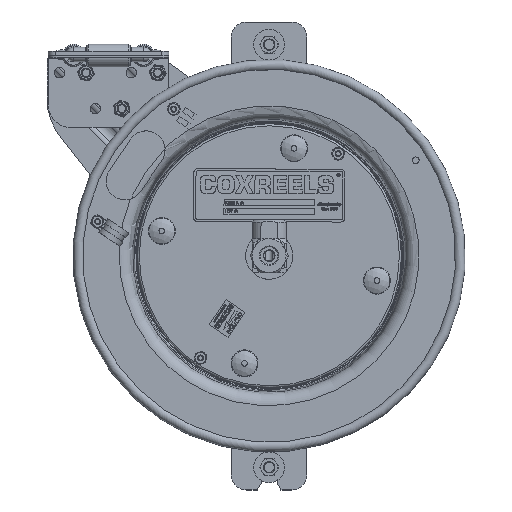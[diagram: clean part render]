
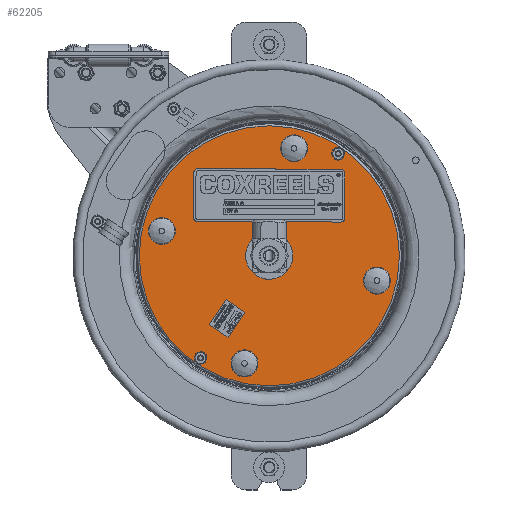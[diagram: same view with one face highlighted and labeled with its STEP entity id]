
A CAD part, top view. The second image highlights one B-rep face of the part: STEP entity #62205.
In plain terms, the highlighted planar face has unit normal (0, 0, 1).
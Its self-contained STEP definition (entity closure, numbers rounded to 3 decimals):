
#3281=FACE_BOUND('',#7623,.T.);
#3282=FACE_BOUND('',#7624,.T.);
#3283=FACE_BOUND('',#7625,.T.);
#3284=FACE_BOUND('',#7626,.T.);
#3285=FACE_BOUND('',#7627,.T.);
#3286=FACE_BOUND('',#7628,.T.);
#3287=FACE_BOUND('',#7629,.T.);
#3725=PLANE('',#65090);
#5140=FACE_OUTER_BOUND('',#7622,.T.);
#7622=EDGE_LOOP('',(#43918,#43919));
#7623=EDGE_LOOP('',(#43920));
#7624=EDGE_LOOP('',(#43921,#43922));
#7625=EDGE_LOOP('',(#43923,#43924));
#7626=EDGE_LOOP('',(#43925,#43926));
#7627=EDGE_LOOP('',(#43927,#43928));
#7628=EDGE_LOOP('',(#43929));
#7629=EDGE_LOOP('',(#43930));
#23069=CIRCLE('',#65078,0.447);
#23071=CIRCLE('',#65080,0.447);
#23075=CIRCLE('',#65087,0.447);
#23077=CIRCLE('',#65089,0.447);
#23078=CIRCLE('',#65091,4.308);
#23079=CIRCLE('',#65092,4.308);
#23080=CIRCLE('',#65093,0.656);
#23081=CIRCLE('',#65094,0.447);
#23082=CIRCLE('',#65095,0.447);
#23083=CIRCLE('',#65096,0.447);
#23084=CIRCLE('',#65097,0.447);
#23085=CIRCLE('',#65098,0.11);
#23086=CIRCLE('',#65099,0.11);
#24950=VERTEX_POINT('',#83326);
#24951=VERTEX_POINT('',#83327);
#24955=VERTEX_POINT('',#83340);
#24956=VERTEX_POINT('',#83341);
#24957=VERTEX_POINT('',#83346);
#24958=VERTEX_POINT('',#83347);
#24959=VERTEX_POINT('',#83350);
#24960=VERTEX_POINT('',#83352);
#24961=VERTEX_POINT('',#83353);
#24962=VERTEX_POINT('',#83356);
#24963=VERTEX_POINT('',#83357);
#24964=VERTEX_POINT('',#83360);
#24965=VERTEX_POINT('',#83362);
#33054=EDGE_CURVE('',#24950,#24951,#23069,.T.);
#33056=EDGE_CURVE('',#24951,#24950,#23071,.T.);
#33060=EDGE_CURVE('',#24955,#24956,#23075,.T.);
#33062=EDGE_CURVE('',#24956,#24955,#23077,.T.);
#33063=EDGE_CURVE('',#24957,#24958,#23078,.T.);
#33064=EDGE_CURVE('',#24958,#24957,#23079,.T.);
#33065=EDGE_CURVE('',#24959,#24959,#23080,.T.);
#33066=EDGE_CURVE('',#24960,#24961,#23081,.T.);
#33067=EDGE_CURVE('',#24961,#24960,#23082,.T.);
#33068=EDGE_CURVE('',#24962,#24963,#23083,.T.);
#33069=EDGE_CURVE('',#24963,#24962,#23084,.T.);
#33070=EDGE_CURVE('',#24964,#24964,#23085,.T.);
#33071=EDGE_CURVE('',#24965,#24965,#23086,.T.);
#43918=ORIENTED_EDGE('',*,*,#33063,.F.);
#43919=ORIENTED_EDGE('',*,*,#33064,.F.);
#43920=ORIENTED_EDGE('',*,*,#33065,.T.);
#43921=ORIENTED_EDGE('',*,*,#33060,.F.);
#43922=ORIENTED_EDGE('',*,*,#33062,.F.);
#43923=ORIENTED_EDGE('',*,*,#33066,.F.);
#43924=ORIENTED_EDGE('',*,*,#33067,.F.);
#43925=ORIENTED_EDGE('',*,*,#33054,.F.);
#43926=ORIENTED_EDGE('',*,*,#33056,.F.);
#43927=ORIENTED_EDGE('',*,*,#33068,.F.);
#43928=ORIENTED_EDGE('',*,*,#33069,.F.);
#43929=ORIENTED_EDGE('',*,*,#33070,.T.);
#43930=ORIENTED_EDGE('',*,*,#33071,.T.);
#62205=ADVANCED_FACE('',(#5140,#3281,#3282,#3283,#3284,#3285,#3286,#3287),
#3725,.T.);
#65078=AXIS2_PLACEMENT_3D('',#83328,#69200,#69201);
#65080=AXIS2_PLACEMENT_3D('',#83330,#69204,#69205);
#65087=AXIS2_PLACEMENT_3D('',#83342,#69218,#69219);
#65089=AXIS2_PLACEMENT_3D('',#83344,#69222,#69223);
#65090=AXIS2_PLACEMENT_3D('',#83345,#69224,#69225);
#65091=AXIS2_PLACEMENT_3D('',#83348,#69226,#69227);
#65092=AXIS2_PLACEMENT_3D('',#83349,#69228,#69229);
#65093=AXIS2_PLACEMENT_3D('',#83351,#69230,#69231);
#65094=AXIS2_PLACEMENT_3D('',#83354,#69232,#69233);
#65095=AXIS2_PLACEMENT_3D('',#83355,#69234,#69235);
#65096=AXIS2_PLACEMENT_3D('',#83358,#69236,#69237);
#65097=AXIS2_PLACEMENT_3D('',#83359,#69238,#69239);
#65098=AXIS2_PLACEMENT_3D('',#83361,#69240,#69241);
#65099=AXIS2_PLACEMENT_3D('',#83363,#69242,#69243);
#69200=DIRECTION('center_axis',(0.,0.,
1.));
#69201=DIRECTION('ref_axis',(0.94,-0.342,0.));
#69204=DIRECTION('center_axis',(0.,0.,
1.));
#69205=DIRECTION('ref_axis',(0.94,-0.342,0.));
#69218=DIRECTION('center_axis',(0.,0.,
1.));
#69219=DIRECTION('ref_axis',(0.94,-0.342,0.));
#69222=DIRECTION('center_axis',(0.,0.,
1.));
#69223=DIRECTION('ref_axis',(0.94,-0.342,0.));
#69224=DIRECTION('center_axis',(0.,0.,
1.));
#69225=DIRECTION('ref_axis',(-0.342,-0.94,0.));
#69226=DIRECTION('center_axis',(0.,0.,
-1.));
#69227=DIRECTION('ref_axis',(-0.94,0.342,0.));
#69228=DIRECTION('center_axis',(0.,0.,
-1.));
#69229=DIRECTION('ref_axis',(-0.94,0.342,0.));
#69230=DIRECTION('center_axis',(0.,0.,
-1.));
#69231=DIRECTION('ref_axis',(-0.94,0.342,0.));
#69232=DIRECTION('center_axis',(0.,0.,
1.));
#69233=DIRECTION('ref_axis',(0.94,-0.342,0.));
#69234=DIRECTION('center_axis',(0.,0.,
1.));
#69235=DIRECTION('ref_axis',(0.94,-0.342,0.));
#69236=DIRECTION('center_axis',(0.,0.,
1.));
#69237=DIRECTION('ref_axis',(0.94,-0.342,0.));
#69238=DIRECTION('center_axis',(0.,0.,
1.));
#69239=DIRECTION('ref_axis',(0.94,-0.342,0.));
#69240=DIRECTION('center_axis',(0.,0.,
-1.));
#69241=DIRECTION('ref_axis',(0.342,0.94,0.));
#69242=DIRECTION('center_axis',(0.,0.,
-1.));
#69243=DIRECTION('ref_axis',(0.342,0.94,0.));
#83326=CARTESIAN_POINT('',(-5.196,0.04,-5.502));
#83327=CARTESIAN_POINT('',(-5.463,0.612,-5.502));
#83328=CARTESIAN_POINT('Origin',(-5.616,0.192,-5.502));
#83330=CARTESIAN_POINT('Origin',(-5.616,0.192,-5.502));
#83340=CARTESIAN_POINT('',(1.927,-1.605,-5.502));
#83341=CARTESIAN_POINT('',(1.66,-1.032,-5.502));
#83342=CARTESIAN_POINT('Origin',(1.507,-1.452,-5.502));
#83344=CARTESIAN_POINT('Origin',(1.507,-1.452,-5.502));
#83345=CARTESIAN_POINT('Origin',(-4.386,0.219,-5.502));
#83346=CARTESIAN_POINT('',(-6.102,0.843,-5.502));
#83347=CARTESIAN_POINT('',(-3.528,-4.678,-5.502));
#83348=CARTESIAN_POINT('Origin',(-2.054,-0.63,-5.502));
#83349=CARTESIAN_POINT('Origin',(-2.054,-0.63,-5.502));
#83350=CARTESIAN_POINT('',(-2.671,-0.405,-5.502));
#83351=CARTESIAN_POINT('Origin',(-2.054,-0.63,-5.502));
#83352=CARTESIAN_POINT('',(-2.457,-4.344,-5.502));
#83353=CARTESIAN_POINT('',(-2.724,-3.771,-5.502));
#83354=CARTESIAN_POINT('Origin',(-2.876,-4.191,-5.502));
#83355=CARTESIAN_POINT('Origin',(-2.876,-4.191,-5.502));
#83356=CARTESIAN_POINT('',(-0.812,2.779,-5.502));
#83357=CARTESIAN_POINT('',(-1.079,3.351,-5.502));
#83358=CARTESIAN_POINT('Origin',(-1.232,2.932,-5.502));
#83359=CARTESIAN_POINT('Origin',(-1.232,2.932,-5.502));
#83360=CARTESIAN_POINT('',(0.265,2.856,-5.502));
#83361=CARTESIAN_POINT('Origin',(0.227,2.753,-5.502));
#83362=CARTESIAN_POINT('',(-4.298,-3.909,-5.502));
#83363=CARTESIAN_POINT('Origin',(-4.336,-4.012,-5.502));
